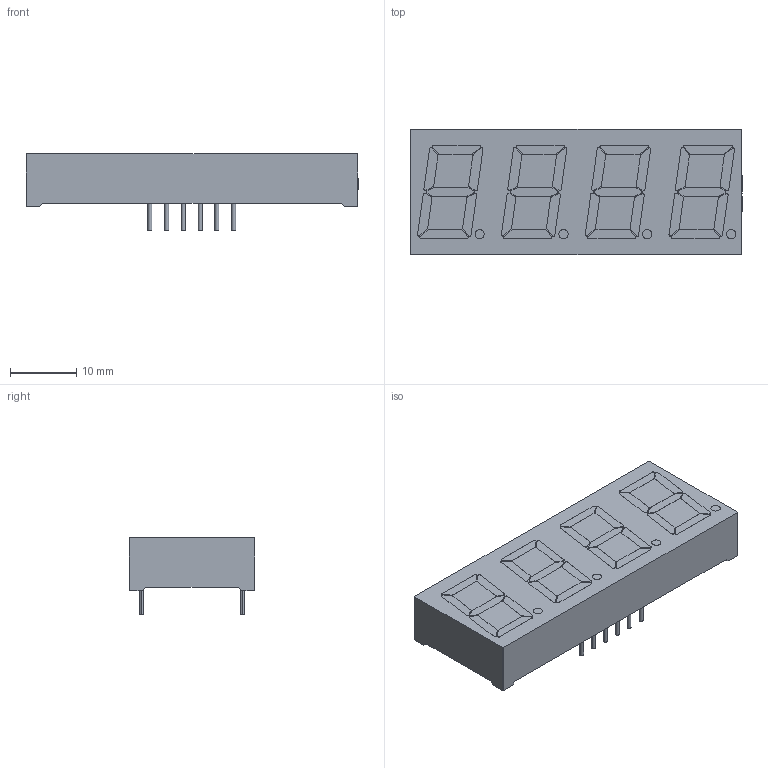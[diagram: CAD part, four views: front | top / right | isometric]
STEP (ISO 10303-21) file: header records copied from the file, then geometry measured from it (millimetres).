
FILE_DESCRIPTION(('FreeCAD Model'),'2;1');
FILE_NAME('Open CASCADE Shape Model','2024-01-26T19:40:53',('Author'),( ''),'Open CASCADE STEP processor 7.6','FreeCAD','Unknown');
FILE_SCHEMA(('AUTOMOTIVE_DESIGN { 1 0 10303 214 1 1 1 1 }'));
Length unit declared in the file: millimetre
Products named in the file (4): PCBModel; LED1; LED-SEG-TH_12P-L50.3-W19.0-P2.54-S15.24-BL; SOLID
Assembly tree (3 placements, depth 4):
  PCBModel
    LED1
      LED-SEG-TH_12P-L50.3-W19.0-P2.54-S15.24-BL
        SOLID
Bounding box: 50.3 x 19 x 11.6 mm (x, y, z)
Volume: 7183.2 mm3; surface area: 3063.9 mm2
Topology: 1 solids, 1 shells, 582 faces, 1551 edges, 1034 vertices
Faces by surface type: plane 316, cylinder 168, bspline 98
Entity records: 20527 total; most frequent: CARTESIAN_POINT 4477, ORIENTED_EDGE 3102, DIRECTION 2663, EDGE_CURVE 1551, VERTEX_POINT 1034, LINE 1015, VECTOR 1015, AXIS2_PLACEMENT_3D 824
